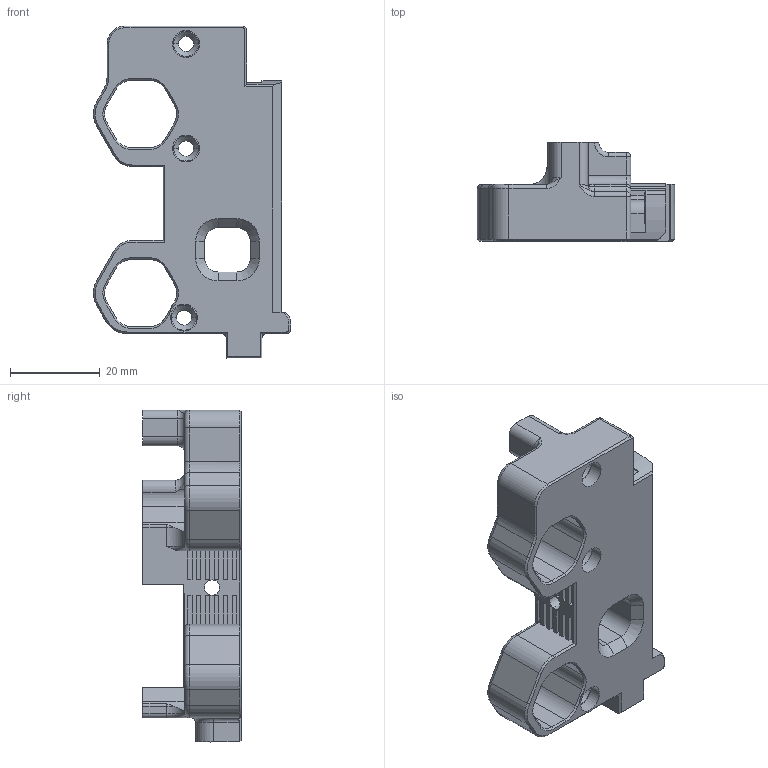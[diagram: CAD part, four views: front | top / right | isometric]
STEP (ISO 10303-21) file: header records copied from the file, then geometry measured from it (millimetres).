
FILE_DESCRIPTION((''),'2;1');
FILE_NAME('LEGACY_CARRIAGE_CARTHO_LEFT_','2025-02-01T20:14:01',('thomas'),(''),'CREO PARAMETRIC BY PTC INC, 2024063','CREO PARAMETRIC BY PTC INC, 2024063','');
FILE_SCHEMA(('CONFIG_CONTROL_DESIGN'));
Length unit declared in the file: millimetre
Products named in the file (1): LEGACY_CARRIAGE_CARTHO_LEFT_
Bounding box: 44.07 x 22 x 74.15 mm (x, y, z)
Volume: 26302.7 mm3; surface area: 11279.8 mm2
Topology: 1 solids, 1 shells, 363 faces, 1001 edges, 640 vertices
Faces by surface type: plane 157, cylinder 118, cone 40, torus 31, bspline 9, sphere 8
Entity records: 12010 total; most frequent: CARTESIAN_POINT 2506, DIRECTION 2042, ORIENTED_EDGE 1992, EDGE_CURVE 996, AXIS2_PLACEMENT_3D 738, VERTEX_POINT 640, VECTOR 566, LINE 566
